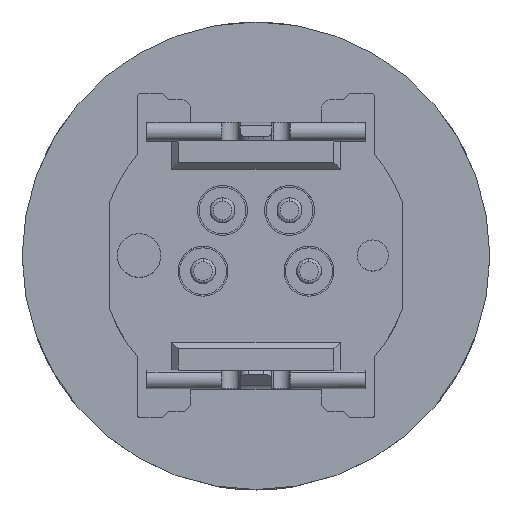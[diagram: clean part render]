
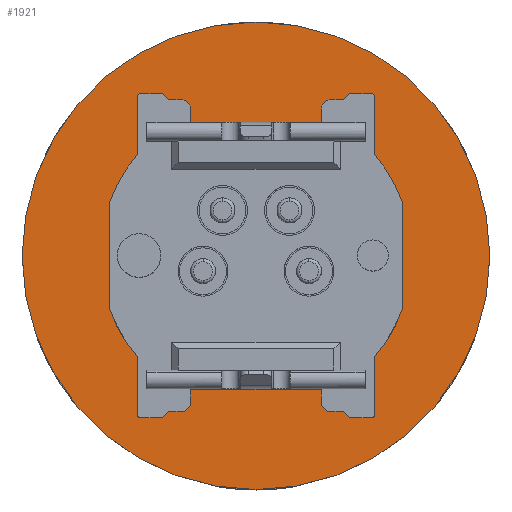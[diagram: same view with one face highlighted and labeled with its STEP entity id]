
A CAD part, top view. The second image highlights one B-rep face of the part: STEP entity #1921.
In plain terms, the highlighted planar face has unit normal (0, 0, 1).
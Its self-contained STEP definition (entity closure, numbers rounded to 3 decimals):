
#1860=AXIS2_PLACEMENT_3D('Circle Axis2P3D',#1858,#1859,$) ;
#1884=AXIS2_PLACEMENT_3D('Circle Axis2P3D',#1882,#1883,$) ;
#1897=AXIS2_PLACEMENT_3D('Plane Axis2P3D',#1894,#1895,#1896) ;
#1905=AXIS2_PLACEMENT_3D('Circle Axis2P3D',#1903,#1904,$) ;
#1914=AXIS2_PLACEMENT_3D('Circle Axis2P3D',#1912,#1913,$) ;
#1855=CARTESIAN_POINT('Vertex',(7.5,0.,12.5)) ;
#1858=CARTESIAN_POINT('Axis2P3D Location',(7.5,7.5,12.5)) ;
#1862=CARTESIAN_POINT('Vertex',(7.5,15.,12.5)) ;
#1882=CARTESIAN_POINT('Axis2P3D Location',(7.5,7.5,12.5)) ;
#1894=CARTESIAN_POINT('Axis2P3D Location',(7.5,1.85,12.5)) ;
#1903=CARTESIAN_POINT('Axis2P3D Location',(7.437,7.5,12.5)) ;
#1907=CARTESIAN_POINT('Vertex',(11.437,7.5,12.5)) ;
#1909=CARTESIAN_POINT('Vertex',(3.437,7.5,12.5)) ;
#1912=CARTESIAN_POINT('Axis2P3D Location',(7.437,7.5,12.5)) ;
#1859=DIRECTION('Axis2P3D Direction',(0.,0.,-1.)) ;
#1883=DIRECTION('Axis2P3D Direction',(0.,0.,-1.)) ;
#1895=DIRECTION('Axis2P3D Direction',(0.,0.,1.)) ;
#1896=DIRECTION('Axis2P3D XDirection',(1.,0.,0.)) ;
#1904=DIRECTION('Axis2P3D Direction',(0.,0.,1.)) ;
#1913=DIRECTION('Axis2P3D Direction',(0.,0.,1.)) ;
#1900=ORIENTED_EDGE('',*,*,#1886,.F.) ;
#1901=ORIENTED_EDGE('',*,*,#1864,.F.) ;
#1918=ORIENTED_EDGE('',*,*,#1911,.F.) ;
#1919=ORIENTED_EDGE('',*,*,#1916,.F.) ;
#1920=FACE_BOUND('',#1917,.T.) ;
#1921=ADVANCED_FACE('V1',(#1902,#1920),#1898,.T.) ;
#1861=CIRCLE('generated circle',#1860,7.5) ;
#1885=CIRCLE('generated circle',#1884,7.5) ;
#1906=CIRCLE('generated circle',#1905,4.) ;
#1915=CIRCLE('generated circle',#1914,4.) ;
#1864=EDGE_CURVE('',#1856,#1863,#1861,.T.) ;
#1886=EDGE_CURVE('',#1863,#1856,#1885,.T.) ;
#1911=EDGE_CURVE('',#1908,#1910,#1906,.T.) ;
#1916=EDGE_CURVE('',#1910,#1908,#1915,.T.) ;
#1899=EDGE_LOOP('',(#1900,#1901)) ;
#1917=EDGE_LOOP('',(#1918,#1919)) ;
#1902=FACE_OUTER_BOUND('',#1899,.T.) ;
#1898=PLANE('',#1897) ;
#1856=VERTEX_POINT('',#1855) ;
#1863=VERTEX_POINT('',#1862) ;
#1908=VERTEX_POINT('',#1907) ;
#1910=VERTEX_POINT('',#1909) ;
